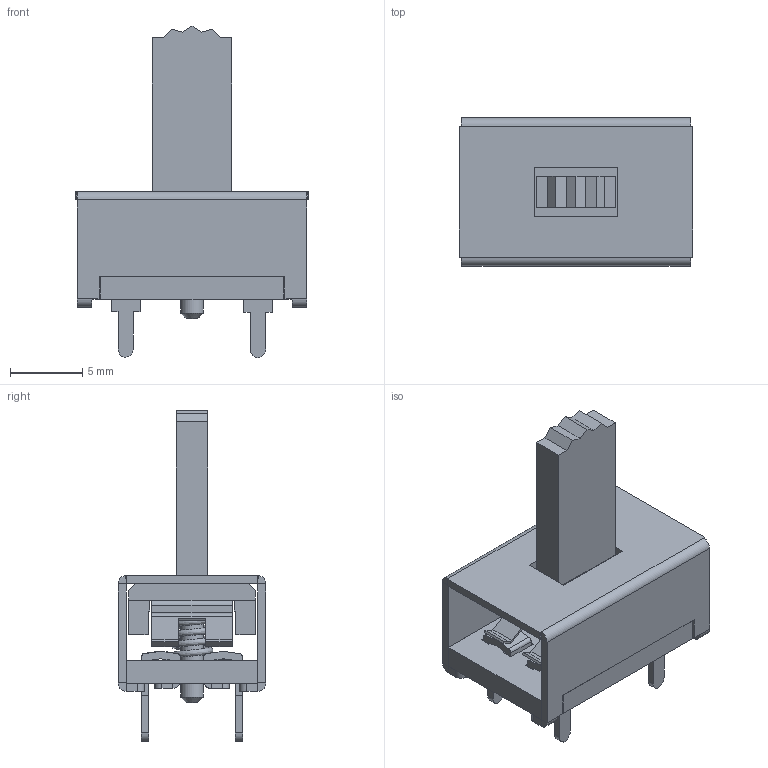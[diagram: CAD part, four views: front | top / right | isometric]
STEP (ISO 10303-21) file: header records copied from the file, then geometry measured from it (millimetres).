
FILE_DESCRIPTION(/* description */ (''),/* implementation_level */ '2;1');
FILE_NAME(/* name */ 'G-223-0023 Model.stp',/* time_stamp */ '2023-02-21T14:06:50-05:00',/* author */ ('dwiltbank'),/* organization */ (''),/* preprocessor_version */ 'ST-DEVELOPER v18.1',/* originating_system */ 'Autodesk Inventor 2022',/* authorisation */ '');
FILE_SCHEMA (('AUTOMOTIVE_DESIGN { 1 0 10303 214 3 1 1 }'));
Length unit declared in the file: inch
Products named in the file (1): G-223-0023_Simplify_1
Bounding box: 16.21 x 10.27 x 23.03 mm (x, y, z)
Volume: 774.6 mm3; surface area: 1885 mm2
Topology: 1 solids, 1 shells, 332 faces, 930 edges, 593 vertices
Faces by surface type: plane 259, cylinder 67, bspline 5, cone 1
Full cylindrical faces by diameter (mm): 1.575 x1, 1.702 x1, 1.778 x1
Entity records: 12232 total; most frequent: CARTESIAN_POINT 3145, ORIENTED_EDGE 1860, DIRECTION 1722, EDGE_CURVE 930, LINE 774, VECTOR 774, VERTEX_POINT 593, AXIS2_PLACEMENT_3D 474
